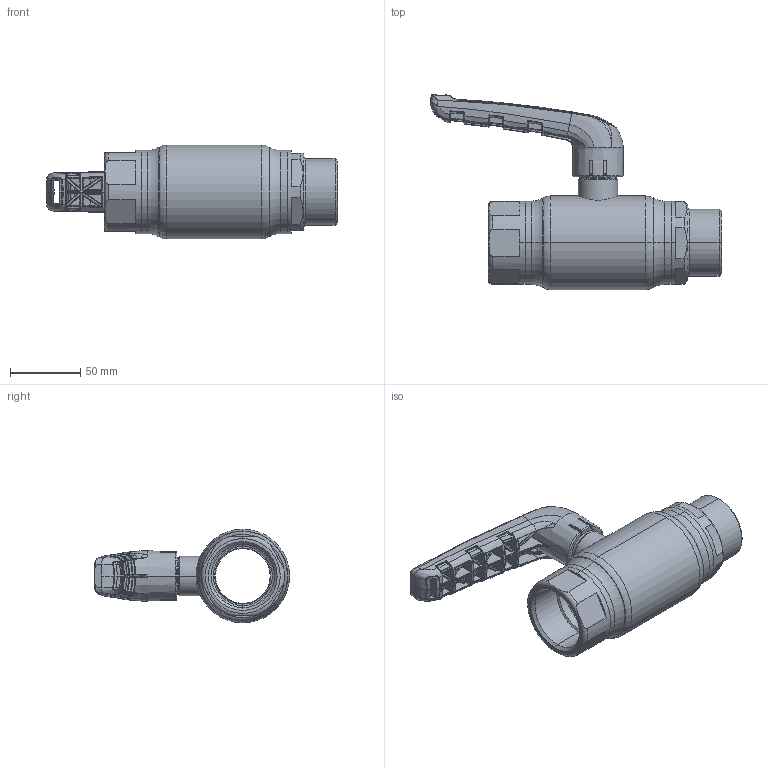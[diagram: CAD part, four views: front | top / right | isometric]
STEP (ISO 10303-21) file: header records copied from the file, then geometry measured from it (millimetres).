
FILE_DESCRIPTION (( 'STEP AP214' ), '1' );
FILE_NAME ('2040002400-xxxx.step', '2019-05-10T06:54:10', ( '' ), ( '' ), 'SwSTEP 2.0', 'SolidWorks 2017', '' );
FILE_SCHEMA (( 'AUTOMOTIVE_DESIGN' ));
Length unit declared in the file: millimetre
Products named in the file (1): 2040002400-xxxx
Bounding box: 207.35 x 139.05 x 66.68 mm (x, y, z)
Surface area: 71886.7 mm2 (no closed solid volume)
Topology: 0 solids, 7 shells, 858 faces, 2644 edges, 1670 vertices
Faces by surface type: bspline 701, plane 66, cylinder 36, cone 26, torus 23, sphere 6
Entity records: 61843 total; most frequent: CARTESIAN_POINT 35312, ORIENTED_EDGE 4382, EDGE_CURVE 2630, DIRECTION 1807, B_SPLINE_CURVE_WITH_KNOTS 1779, VERTEX_POINT 1668, EDGE_LOOP 867, UNCERTAINTY_MEASURE_WITH_UNIT 860
